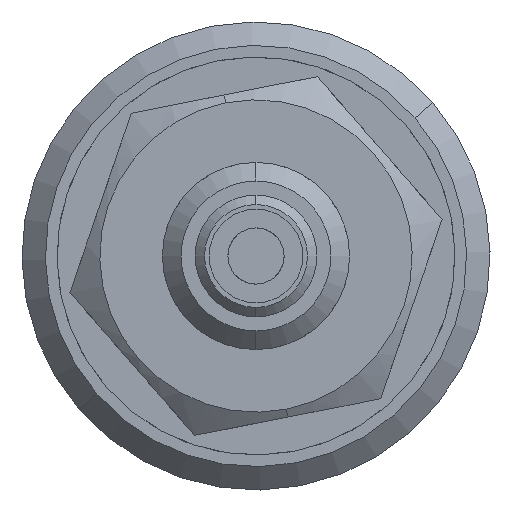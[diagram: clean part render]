
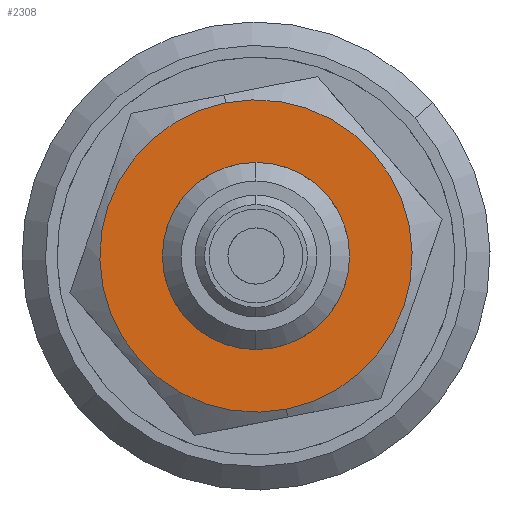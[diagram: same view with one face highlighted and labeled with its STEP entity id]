
A CAD part, left-side view. The second image highlights one B-rep face of the part: STEP entity #2308.
In plain terms, the highlighted planar face has unit normal (-1, 0, 0).
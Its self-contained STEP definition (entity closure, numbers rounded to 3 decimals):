
#11 = DIRECTION ( 'NONE',  ( -1., 0., 0. ) ) ;
#96 = FACE_OUTER_BOUND ( 'NONE', #2198, .T. ) ;
#234 = CIRCLE ( 'NONE', #959, 3.336 ) ;
#244 = DIRECTION ( 'NONE',  ( 0., 0., 1. ) ) ;
#324 = CARTESIAN_POINT ( 'NONE',  ( -1.2, 0., -3.336 ) ) ;
#335 = EDGE_CURVE ( 'NONE', #1509, #2227, #1326, .T. ) ;
#359 = ORIENTED_EDGE ( 'NONE', *, *, #335, .T. ) ;
#360 = DIRECTION ( 'NONE',  ( 0., 0., -1. ) ) ;
#440 = PLANE ( 'NONE',  #1909 ) ;
#542 = CARTESIAN_POINT ( 'NONE',  ( -1.2, 0., 3.336 ) ) ;
#582 = AXIS2_PLACEMENT_3D ( 'NONE', #703, #852, #1367 ) ;
#590 = DIRECTION ( 'NONE',  ( -1., 0., 0. ) ) ;
#703 = CARTESIAN_POINT ( 'NONE',  ( -1.2, 0., 0. ) ) ;
#744 = ORIENTED_EDGE ( 'NONE', *, *, #1092, .T. ) ;
#852 = DIRECTION ( 'NONE',  ( 1., 0., 0. ) ) ;
#883 = EDGE_CURVE ( 'NONE', #1099, #2053, #2216, .T. ) ;
#885 = EDGE_LOOP ( 'NONE', ( #744, #359 ) ) ;
#908 = DIRECTION ( 'NONE',  ( 1., 0., 0. ) ) ;
#912 = CARTESIAN_POINT ( 'NONE',  ( -1.2, 0., 0. ) ) ;
#915 = CARTESIAN_POINT ( 'NONE',  ( -1.2, 0., 2. ) ) ;
#953 = CARTESIAN_POINT ( 'NONE',  ( -1.2, 0., 0. ) ) ;
#959 = AXIS2_PLACEMENT_3D ( 'NONE', #1649, #590, #244 ) ;
#1092 = EDGE_CURVE ( 'NONE', #2227, #1509, #1539, .T. ) ;
#1096 = DIRECTION ( 'NONE',  ( 0., 0., 1. ) ) ;
#1099 = VERTEX_POINT ( 'NONE', #324 ) ;
#1142 = DIRECTION ( 'NONE',  ( 0., 0., -1. ) ) ;
#1246 = ORIENTED_EDGE ( 'NONE', *, *, #883, .T. ) ;
#1326 = CIRCLE ( 'NONE', #1625, 2. ) ;
#1367 = DIRECTION ( 'NONE',  ( 0., 0., -1. ) ) ;
#1434 = CARTESIAN_POINT ( 'NONE',  ( -1.2, 0., -2. ) ) ;
#1509 = VERTEX_POINT ( 'NONE', #1434 ) ;
#1539 = CIRCLE ( 'NONE', #582, 2. ) ;
#1583 = EDGE_CURVE ( 'NONE', #2053, #1099, #234, .T. ) ;
#1625 = AXIS2_PLACEMENT_3D ( 'NONE', #912, #908, #360 ) ;
#1649 = CARTESIAN_POINT ( 'NONE',  ( -1.2, 0., 0. ) ) ;
#1691 = AXIS2_PLACEMENT_3D ( 'NONE', #1974, #11, #1096 ) ;
#1909 = AXIS2_PLACEMENT_3D ( 'NONE', #953, #2033, #1142 ) ;
#1973 = ORIENTED_EDGE ( 'NONE', *, *, #1583, .T. ) ;
#1974 = CARTESIAN_POINT ( 'NONE',  ( -1.2, 0., 0. ) ) ;
#2033 = DIRECTION ( 'NONE',  ( 1., 0., 0. ) ) ;
#2053 = VERTEX_POINT ( 'NONE', #542 ) ;
#2198 = EDGE_LOOP ( 'NONE', ( #1973, #1246 ) ) ;
#2216 = CIRCLE ( 'NONE', #1691, 3.336 ) ;
#2227 = VERTEX_POINT ( 'NONE', #915 ) ;
#2272 = FACE_BOUND ( 'NONE', #885, .T. ) ;
#2308 = ADVANCED_FACE ( 'NONE', ( #2272, #96 ), #440, .F. ) ;
